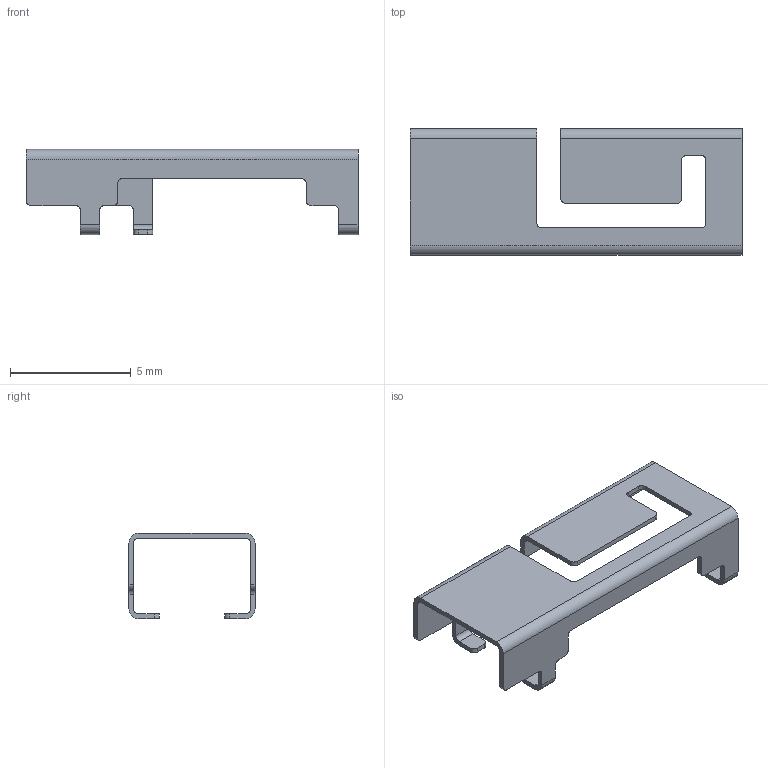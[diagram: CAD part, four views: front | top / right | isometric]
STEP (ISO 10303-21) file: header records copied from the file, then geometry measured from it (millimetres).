
FILE_DESCRIPTION(('FreeCAD Model'),'2;1');
FILE_NAME('ProAnt_PRO-OB-440.step','2019-12-13T10:00:02',('kicad StepUp'),( 'ksu MCAD'),'Open CASCADE STEP processor 7.3','FreeCAD','Unknown');
FILE_SCHEMA(('AUTOMOTIVE_DESIGN { 1 0 10303 214 1 1 1 1 }'));
Length unit declared in the file: millimetre
Products named in the file (1): ProAnt_PRO-OB-440
Bounding box: 13.75 x 5.23 x 3.53 mm (x, y, z)
Volume: 20.5 mm3; surface area: 222.4 mm2
Topology: 1 solids, 1 shells, 86 faces, 252 edges, 168 vertices
Faces by surface type: plane 44, cylinder 42
Entity records: 2901 total; most frequent: DIRECTION 510, CARTESIAN_POINT 507, ORIENTED_EDGE 504, EDGE_CURVE 252, AXIS2_PLACEMENT_3D 171, VERTEX_POINT 168, LINE 168, VECTOR 168
